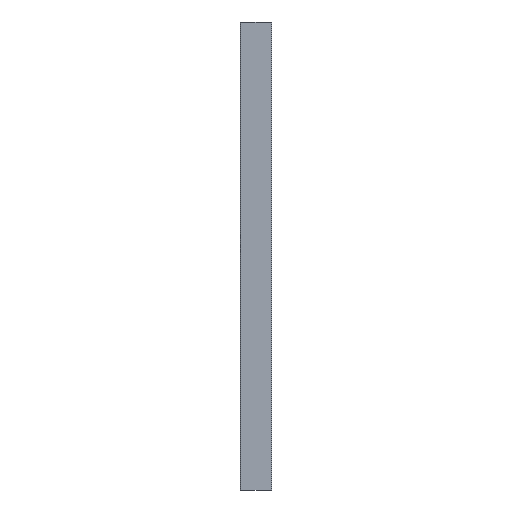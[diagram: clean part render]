
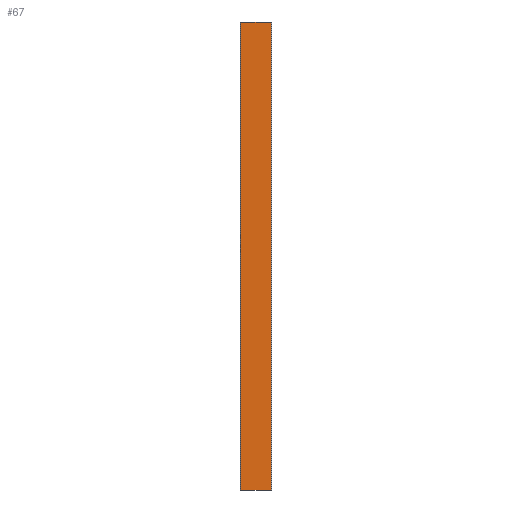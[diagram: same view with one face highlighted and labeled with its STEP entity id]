
A CAD part, front view. The second image highlights one B-rep face of the part: STEP entity #67.
In plain terms, the highlighted planar face has unit normal (0, -1, 0).
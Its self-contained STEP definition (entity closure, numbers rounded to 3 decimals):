
#3 = EDGE_CURVE ( 'NONE', #921, #611, #36, .T. ) ;
#10 = CARTESIAN_POINT ( 'NONE',  ( 98., 0., -1500. ) ) ;
#36 = LINE ( 'NONE', #258, #233 ) ;
#67 = ADVANCED_FACE ( 'NONE', ( #799 ), #414, .F. ) ;
#75 = ORIENTED_EDGE ( 'NONE', *, *, #3, .F. ) ;
#129 = CARTESIAN_POINT ( 'NONE',  ( -98., 0., -1500. ) ) ;
#165 = AXIS2_PLACEMENT_3D ( 'NONE', #629, #182, #710 ) ;
#182 = DIRECTION ( 'NONE',  ( 0., 1., 0. ) ) ;
#197 = EDGE_CURVE ( 'NONE', #249, #983, #811, .T. ) ;
#204 = LINE ( 'NONE', #978, #516 ) ;
#233 = VECTOR ( 'NONE', #779, 1000. ) ;
#249 = VERTEX_POINT ( 'NONE', #363 ) ;
#258 = CARTESIAN_POINT ( 'NONE',  ( 98., 0., 1500. ) ) ;
#280 = CARTESIAN_POINT ( 'NONE',  ( -98., 0., 1500. ) ) ;
#291 = ORIENTED_EDGE ( 'NONE', *, *, #197, .T. ) ;
#308 = EDGE_CURVE ( 'NONE', #983, #611, #204, .T. ) ;
#363 = CARTESIAN_POINT ( 'NONE',  ( -98., 0., 1500. ) ) ;
#405 = DIRECTION ( 'NONE',  ( 1., 0., 0. ) ) ;
#414 = PLANE ( 'NONE',  #165 ) ;
#512 = DIRECTION ( 'NONE',  ( 1., 0., 0. ) ) ;
#516 = VECTOR ( 'NONE', #512, 1000. ) ;
#534 = LINE ( 'NONE', #776, #897 ) ;
#553 = VECTOR ( 'NONE', #726, 1000. ) ;
#611 = VERTEX_POINT ( 'NONE', #10 ) ;
#629 = CARTESIAN_POINT ( 'NONE',  ( -100., 0., 1500. ) ) ;
#644 = CARTESIAN_POINT ( 'NONE',  ( 98., 0., 1500. ) ) ;
#710 = DIRECTION ( 'NONE',  ( -1., 0., 0. ) ) ;
#726 = DIRECTION ( 'NONE',  ( 0., 0., -1. ) ) ;
#741 = EDGE_CURVE ( 'NONE', #249, #921, #534, .T. ) ;
#776 = CARTESIAN_POINT ( 'NONE',  ( -100., 0., 1500. ) ) ;
#779 = DIRECTION ( 'NONE',  ( 0., 0., -1. ) ) ;
#786 = ORIENTED_EDGE ( 'NONE', *, *, #741, .F. ) ;
#799 = FACE_OUTER_BOUND ( 'NONE', #863, .T. ) ;
#811 = LINE ( 'NONE', #280, #553 ) ;
#863 = EDGE_LOOP ( 'NONE', ( #880, #75, #786, #291 ) ) ;
#880 = ORIENTED_EDGE ( 'NONE', *, *, #308, .T. ) ;
#897 = VECTOR ( 'NONE', #405, 1000. ) ;
#921 = VERTEX_POINT ( 'NONE', #644 ) ;
#978 = CARTESIAN_POINT ( 'NONE',  ( -100., 0., -1500. ) ) ;
#983 = VERTEX_POINT ( 'NONE', #129 ) ;
